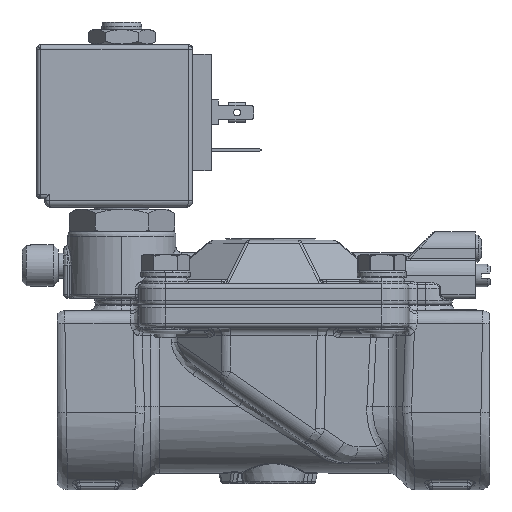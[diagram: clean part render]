
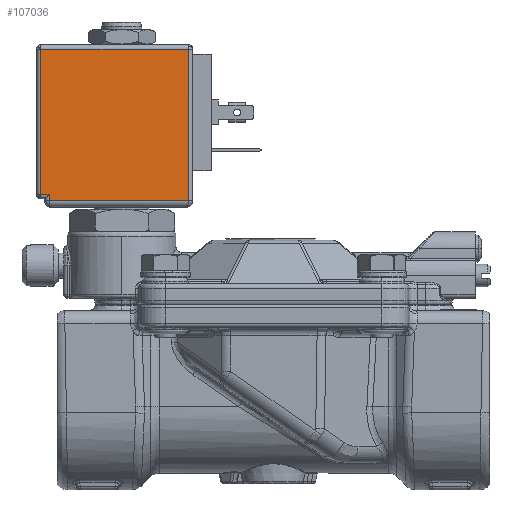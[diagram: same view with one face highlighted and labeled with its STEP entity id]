
A CAD part, front view. The second image highlights one B-rep face of the part: STEP entity #107036.
In plain terms, the highlighted planar face has unit normal (0, -1, 0).
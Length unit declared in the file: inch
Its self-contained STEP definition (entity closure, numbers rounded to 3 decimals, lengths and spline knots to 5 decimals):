
#1384 = EDGE_CURVE ( 'NONE', #34671, #15572, #87678, .T. ) ;
#2064 = CARTESIAN_POINT ( 'NONE',  ( -2.20472, -0.59055, 2.00591 ) ) ;
#6349 = DIRECTION ( 'NONE',  ( 0., 0., 1. ) ) ;
#7142 = EDGE_CURVE ( 'NONE', #45495, #34671, #66753, .T. ) ;
#8668 = DIRECTION ( 'NONE',  ( 0., 1., 0. ) ) ;
#8769 = CARTESIAN_POINT ( 'NONE',  ( -0.80709, -0.59055, 3.38386 ) ) ;
#9115 = EDGE_LOOP ( 'NONE', ( #27204, #89857, #98070, #19448, #31994, #111157 ) ) ;
#15572 = VERTEX_POINT ( 'NONE', #8769 ) ;
#19448 = ORIENTED_EDGE ( 'NONE', *, *, #88287, .F. ) ;
#22957 = CARTESIAN_POINT ( 'NONE',  ( -1.43701, -0.59055, 2.00591 ) ) ;
#27204 = ORIENTED_EDGE ( 'NONE', *, *, #7142, .F. ) ;
#31994 = ORIENTED_EDGE ( 'NONE', *, *, #103657, .F. ) ;
#32473 = VERTEX_POINT ( 'NONE', #84816 ) ;
#33078 = CARTESIAN_POINT ( 'NONE',  ( -1.24672, -0.59055, 1.94685 ) ) ;
#34671 = VERTEX_POINT ( 'NONE', #88511 ) ;
#38544 = DIRECTION ( 'NONE',  ( -1., 0., 0. ) ) ;
#41455 = DIRECTION ( 'NONE',  ( -1., 0., 0. ) ) ;
#44106 = CARTESIAN_POINT ( 'NONE',  ( -2.12598, -0.59055, 1.94685 ) ) ;
#45495 = VERTEX_POINT ( 'NONE', #2064 ) ;
#47593 = CARTESIAN_POINT ( 'NONE',  ( -2.20472, -0.59055, 3.42721 ) ) ;
#51098 = CARTESIAN_POINT ( 'NONE',  ( -0.80709, -0.59055, 3.42323 ) ) ;
#52364 = PLANE ( 'NONE',  #53739 ) ;
#53629 = LINE ( 'NONE', #88368, #91757 ) ;
#53739 = AXIS2_PLACEMENT_3D ( 'NONE', #92432, #8668, #38544 ) ;
#59732 = VECTOR ( 'NONE', #41455, 39.37008 ) ;
#61699 = VECTOR ( 'NONE', #102589, 39.37008 ) ;
#66753 = LINE ( 'NONE', #47593, #61699 ) ;
#69648 = VERTEX_POINT ( 'NONE', #44106 ) ;
#70214 = CARTESIAN_POINT ( 'NONE',  ( -1.68635, -0.59055, 1.94685 ) ) ;
#75270 = EDGE_CURVE ( 'NONE', #106868, #45495, #76756, .T. ) ;
#76756 = LINE ( 'NONE', #22957, #59732 ) ;
#77583 = EDGE_CURVE ( 'NONE', #69648, #106868, #53629, .T. ) ;
#79192 = LINE ( 'NONE', #51098, #109279 ) ;
#84816 = CARTESIAN_POINT ( 'NONE',  ( -0.80709, -0.59055, 1.94685 ) ) ;
#85346 = CARTESIAN_POINT ( 'NONE',  ( -2.12598, -0.59055, 2.00591 ) ) ;
#87678 = LINE ( 'NONE', #96630, #96815 ) ;
#88287 = EDGE_CURVE ( 'NONE', #32473, #69648, #103793, .T. ) ;
#88368 = CARTESIAN_POINT ( 'NONE',  ( -2.12598, -0.59055, 3.42323 ) ) ;
#88511 = CARTESIAN_POINT ( 'NONE',  ( -2.20472, -0.59055, 3.38386 ) ) ;
#89857 = ORIENTED_EDGE ( 'NONE', *, *, #75270, .F. ) ;
#91757 = VECTOR ( 'NONE', #6349, 39.37008 ) ;
#92432 = CARTESIAN_POINT ( 'NONE',  ( -1.43701, -0.59055, 3.42323 ) ) ;
#95996 = DIRECTION ( 'NONE',  ( 0., 0., -1. ) ) ;
#96630 = CARTESIAN_POINT ( 'NONE',  ( -0.76361, -0.59055, 3.38386 ) ) ;
#96815 = VECTOR ( 'NONE', #97236, 39.37008 ) ;
#97236 = DIRECTION ( 'NONE',  ( 1., 0., 0. ) ) ;
#98070 = ORIENTED_EDGE ( 'NONE', *, *, #77583, .F. ) ;
#102589 = DIRECTION ( 'NONE',  ( 0., 0., 1. ) ) ;
#103657 = EDGE_CURVE ( 'NONE', #15572, #32473, #79192, .T. ) ;
#103793 = B_SPLINE_CURVE_WITH_KNOTS ( 'NONE', 3,
 ( #115625, #33078, #70214, #106671 ),
 .UNSPECIFIED., .F., .F.,
 ( 4, 4 ),
 ( 0., 1. ),
 .UNSPECIFIED. ) ;
#106671 = CARTESIAN_POINT ( 'NONE',  ( -2.12598, -0.59055, 1.94685 ) ) ;
#106868 = VERTEX_POINT ( 'NONE', #85346 ) ;
#107036 = ADVANCED_FACE ( 'NONE', ( #117589 ), #52364, .F. ) ;
#109279 = VECTOR ( 'NONE', #95996, 39.37008 ) ;
#111157 = ORIENTED_EDGE ( 'NONE', *, *, #1384, .F. ) ;
#115625 = CARTESIAN_POINT ( 'NONE',  ( -0.80709, -0.59055, 1.94685 ) ) ;
#117589 = FACE_OUTER_BOUND ( 'NONE', #9115, .T. ) ;
